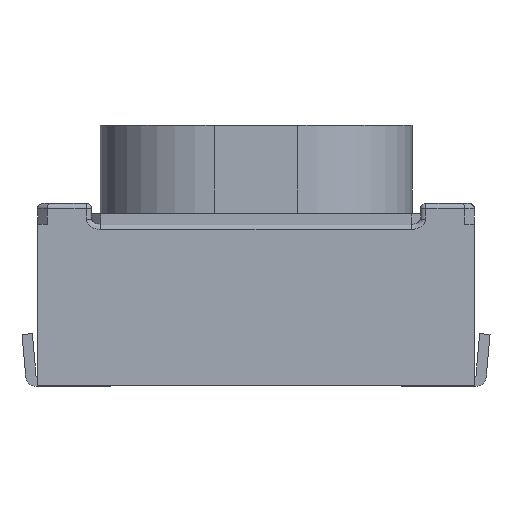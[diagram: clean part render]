
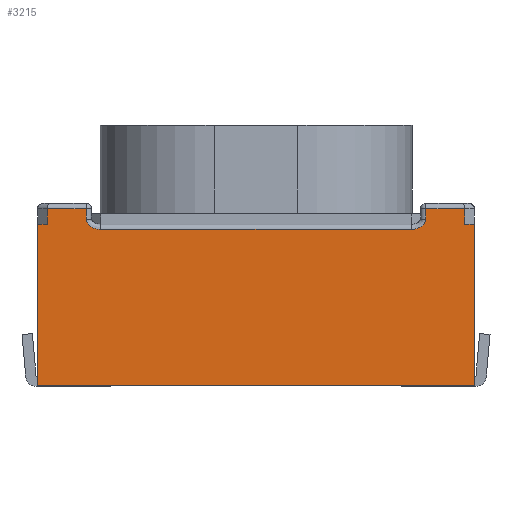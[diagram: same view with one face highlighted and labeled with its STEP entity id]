
A CAD part, front view. The second image highlights one B-rep face of the part: STEP entity #3215.
In plain terms, the highlighted planar face has unit normal (0, -1, 0).
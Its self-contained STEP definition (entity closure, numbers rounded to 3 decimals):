
#38 = CARTESIAN_POINT ( 'NONE',  ( -2.1, -1.6, 1.55 ) ) ;
#69 = VECTOR ( 'NONE', #14628, 1000. ) ;
#229 = EDGE_CURVE ( 'NONE', #15363, #21232, #6738, .T. ) ;
#265 = VECTOR ( 'NONE', #21593, 1000. ) ;
#390 = CARTESIAN_POINT ( 'NONE',  ( -1.632, -1.6, 1.7 ) ) ;
#404 = CARTESIAN_POINT ( 'NONE',  ( -1.632, -1.6, 1.75 ) ) ;
#493 = VERTEX_POINT ( 'NONE', #5675 ) ;
#699 = DIRECTION ( 'NONE',  ( 0., 1., 0. ) ) ;
#980 = EDGE_CURVE ( 'NONE', #15346, #17395, #5177, .T. ) ;
#1410 = CARTESIAN_POINT ( 'NONE',  ( 1.491, -1.6, 1.5 ) ) ;
#1553 = CARTESIAN_POINT ( 'NONE',  ( -1.632, -1.6, 1.541 ) ) ;
#1766 = EDGE_CURVE ( 'NONE', #8693, #17395, #14206, .T. ) ;
#2300 = CARTESIAN_POINT ( 'NONE',  ( 1.632, -1.6, 1.6 ) ) ;
#2345 = EDGE_CURVE ( 'NONE', #21232, #8491, #20093, .T. ) ;
#2353 = DIRECTION ( 'NONE',  ( -1., 0., 0. ) ) ;
#2587 =( BOUNDED_CURVE ( )  B_SPLINE_CURVE ( 3, ( #9899, #1553, #11449, #14967 ),
 .UNSPECIFIED., .F., .F. ) 
 B_SPLINE_CURVE_WITH_KNOTS ( ( 4, 4 ),
 ( 0., 1.571 ),
 .UNSPECIFIED. ) 
 CURVE ( )  GEOMETRIC_REPRESENTATION_ITEM ( )  RATIONAL_B_SPLINE_CURVE ( ( 1., 0.805, 0.805, 1. ) ) 
 REPRESENTATION_ITEM ( '' )  );
#2711 = CARTESIAN_POINT ( 'NONE',  ( -1.491, -1.6, 1.5 ) ) ;
#2865 = LINE ( 'NONE', #16294, #18833 ) ;
#2878 = VERTEX_POINT ( 'NONE', #390 ) ;
#3011 = VERTEX_POINT ( 'NONE', #21639 ) ;
#3087 = DIRECTION ( 'NONE',  ( -1., 0., 0. ) ) ;
#3215 = ADVANCED_FACE ( 'NONE', ( #19378 ), #15759, .F. ) ;
#3606 = EDGE_CURVE ( 'NONE', #15508, #3011, #13650, .T. ) ;
#3643 = CARTESIAN_POINT ( 'NONE',  ( -2.1, -1.6, 1.55 ) ) ;
#3680 = DIRECTION ( 'NONE',  ( -1., 0., 0. ) ) ;
#3714 = CARTESIAN_POINT ( 'NONE',  ( 1.491, -1.6, 1.5 ) ) ;
#4282 = CARTESIAN_POINT ( 'NONE',  ( -2.006, -1.6, 1.75 ) ) ;
#4817 = EDGE_CURVE ( 'NONE', #19210, #18665, #17393, .T. ) ;
#5077 = CARTESIAN_POINT ( 'NONE',  ( 2.006, -1.6, 1.7 ) ) ;
#5177 = LINE ( 'NONE', #38, #21026 ) ;
#5444 = CARTESIAN_POINT ( 'NONE',  ( 1.573, -1.6, 1.5 ) ) ;
#5607 = EDGE_CURVE ( 'NONE', #7363, #2878, #15477, .T. ) ;
#5675 = CARTESIAN_POINT ( 'NONE',  ( 1.632, -1.6, 1.6 ) ) ;
#5959 = ORIENTED_EDGE ( 'NONE', *, *, #4817, .T. ) ;
#6259 = CARTESIAN_POINT ( 'NONE',  ( 1.511, -1.6, 1.7 ) ) ;
#6285 = EDGE_CURVE ( 'NONE', #15363, #18322, #19345, .T. ) ;
#6291 = ORIENTED_EDGE ( 'NONE', *, *, #6285, .T. ) ;
#6738 = LINE ( 'NONE', #19212, #21045 ) ;
#7082 = EDGE_CURVE ( 'NONE', #7363, #18665, #2587, .T. ) ;
#7189 = CARTESIAN_POINT ( 'NONE',  ( -2.1, -1.6, 0. ) ) ;
#7202 = LINE ( 'NONE', #17285, #14745 ) ;
#7363 = VERTEX_POINT ( 'NONE', #10396 ) ;
#7730 = CARTESIAN_POINT ( 'NONE',  ( 2.006, -1.6, 1.55 ) ) ;
#7817 = LINE ( 'NONE', #14528, #19987 ) ;
#7934 = DIRECTION ( 'NONE',  ( 0., 0., -1. ) ) ;
#8284 = CARTESIAN_POINT ( 'NONE',  ( -2.1, -1.6, 0. ) ) ;
#8299 = DIRECTION ( 'NONE',  ( 1., 0., 0. ) ) ;
#8315 = CARTESIAN_POINT ( 'NONE',  ( -2.1, -1.6, 1.55 ) ) ;
#8414 = ORIENTED_EDGE ( 'NONE', *, *, #12464, .T. ) ;
#8491 = VERTEX_POINT ( 'NONE', #11879 ) ;
#8667 = LINE ( 'NONE', #13514, #9975 ) ;
#8693 = VERTEX_POINT ( 'NONE', #9756 ) ;
#8751 = DIRECTION ( 'NONE',  ( 1., 0., 0. ) ) ;
#8791 = EDGE_CURVE ( 'NONE', #15346, #15508, #8667, .T. ) ;
#8859 = ORIENTED_EDGE ( 'NONE', *, *, #18127, .F. ) ;
#9470 = VECTOR ( 'NONE', #3680, 1000. ) ;
#9756 = CARTESIAN_POINT ( 'NONE',  ( -2.006, -1.6, 1.7 ) ) ;
#9899 = CARTESIAN_POINT ( 'NONE',  ( -1.632, -1.6, 1.6 ) ) ;
#9975 = VECTOR ( 'NONE', #13823, 1000. ) ;
#10396 = CARTESIAN_POINT ( 'NONE',  ( -1.632, -1.6, 1.6 ) ) ;
#10734 = ORIENTED_EDGE ( 'NONE', *, *, #8791, .T. ) ;
#11206 = DIRECTION ( 'NONE',  ( 0., 0., -1. ) ) ;
#11302 = EDGE_LOOP ( 'NONE', ( #16588, #13489, #13945, #13725, #10734, #14952, #8859, #19664, #12937, #6291, #8414, #20077, #5959, #20818 ) ) ;
#11449 = CARTESIAN_POINT ( 'NONE',  ( -1.573, -1.6, 1.5 ) ) ;
#11531 = EDGE_CURVE ( 'NONE', #19210, #493, #12878, .T. ) ;
#11879 = CARTESIAN_POINT ( 'NONE',  ( 2.1, -1.6, 1.55 ) ) ;
#12315 = VECTOR ( 'NONE', #15277, 1000. ) ;
#12441 = VECTOR ( 'NONE', #8299, 1000. ) ;
#12464 = EDGE_CURVE ( 'NONE', #18322, #493, #7817, .T. ) ;
#12588 = CARTESIAN_POINT ( 'NONE',  ( -2.1, -1.6, 1.55 ) ) ;
#12878 =( BOUNDED_CURVE ( )  B_SPLINE_CURVE ( 3, ( #3714, #5444, #13761, #2300 ),
 .UNSPECIFIED., .F., .T. ) 
 B_SPLINE_CURVE_WITH_KNOTS ( ( 4, 4 ),
 ( 1.571, 3.142 ),
 .UNSPECIFIED. ) 
 CURVE ( )  GEOMETRIC_REPRESENTATION_ITEM ( )  RATIONAL_B_SPLINE_CURVE ( ( 1., 0.805, 0.805, 1. ) ) 
 REPRESENTATION_ITEM ( '' )  );
#12937 = ORIENTED_EDGE ( 'NONE', *, *, #229, .F. ) ;
#12968 = CARTESIAN_POINT ( 'NONE',  ( 1.632, -1.6, 1.7 ) ) ;
#13489 = ORIENTED_EDGE ( 'NONE', *, *, #13630, .T. ) ;
#13514 = CARTESIAN_POINT ( 'NONE',  ( -2.1, -1.6, 1.55 ) ) ;
#13630 = EDGE_CURVE ( 'NONE', #2878, #8693, #7202, .T. ) ;
#13650 = LINE ( 'NONE', #8284, #265 ) ;
#13725 = ORIENTED_EDGE ( 'NONE', *, *, #980, .F. ) ;
#13761 = CARTESIAN_POINT ( 'NONE',  ( 1.632, -1.6, 1.541 ) ) ;
#13823 = DIRECTION ( 'NONE',  ( 0., 0., -1. ) ) ;
#13829 = AXIS2_PLACEMENT_3D ( 'NONE', #12588, #699, #14133 ) ;
#13945 = ORIENTED_EDGE ( 'NONE', *, *, #1766, .T. ) ;
#14133 = DIRECTION ( 'NONE',  ( 0., 0., 1. ) ) ;
#14142 = CARTESIAN_POINT ( 'NONE',  ( -1.511, -1.6, 1.5 ) ) ;
#14206 = LINE ( 'NONE', #4282, #69 ) ;
#14528 = CARTESIAN_POINT ( 'NONE',  ( 1.632, -1.6, 1.55 ) ) ;
#14628 = DIRECTION ( 'NONE',  ( 0., 0., -1. ) ) ;
#14745 = VECTOR ( 'NONE', #2353, 1000. ) ;
#14952 = ORIENTED_EDGE ( 'NONE', *, *, #3606, .T. ) ;
#14967 = CARTESIAN_POINT ( 'NONE',  ( -1.491, -1.6, 1.5 ) ) ;
#15277 = DIRECTION ( 'NONE',  ( 0., 0., 1. ) ) ;
#15346 = VERTEX_POINT ( 'NONE', #8315 ) ;
#15363 = VERTEX_POINT ( 'NONE', #5077 ) ;
#15477 = LINE ( 'NONE', #404, #12315 ) ;
#15508 = VERTEX_POINT ( 'NONE', #7189 ) ;
#15759 = PLANE ( 'NONE',  #13829 ) ;
#16061 = DIRECTION ( 'NONE',  ( 0., 0., -1. ) ) ;
#16294 = CARTESIAN_POINT ( 'NONE',  ( 2.1, -1.6, 1.55 ) ) ;
#16588 = ORIENTED_EDGE ( 'NONE', *, *, #5607, .T. ) ;
#17285 = CARTESIAN_POINT ( 'NONE',  ( -2.006, -1.6, 1.7 ) ) ;
#17393 = LINE ( 'NONE', #14142, #9470 ) ;
#17395 = VERTEX_POINT ( 'NONE', #19188 ) ;
#18127 = EDGE_CURVE ( 'NONE', #8491, #3011, #2865, .T. ) ;
#18322 = VERTEX_POINT ( 'NONE', #12968 ) ;
#18665 = VERTEX_POINT ( 'NONE', #2711 ) ;
#18833 = VECTOR ( 'NONE', #7934, 1000. ) ;
#19188 = CARTESIAN_POINT ( 'NONE',  ( -2.006, -1.6, 1.55 ) ) ;
#19210 = VERTEX_POINT ( 'NONE', #1410 ) ;
#19212 = CARTESIAN_POINT ( 'NONE',  ( 2.006, -1.6, 1.75 ) ) ;
#19345 = LINE ( 'NONE', #6259, #20024 ) ;
#19378 = FACE_OUTER_BOUND ( 'NONE', #11302, .T. ) ;
#19664 = ORIENTED_EDGE ( 'NONE', *, *, #2345, .F. ) ;
#19987 = VECTOR ( 'NONE', #11206, 1000. ) ;
#20024 = VECTOR ( 'NONE', #3087, 1000. ) ;
#20077 = ORIENTED_EDGE ( 'NONE', *, *, #11531, .F. ) ;
#20093 = LINE ( 'NONE', #3643, #12441 ) ;
#20818 = ORIENTED_EDGE ( 'NONE', *, *, #7082, .F. ) ;
#21026 = VECTOR ( 'NONE', #8751, 1000. ) ;
#21045 = VECTOR ( 'NONE', #16061, 1000. ) ;
#21232 = VERTEX_POINT ( 'NONE', #7730 ) ;
#21593 = DIRECTION ( 'NONE',  ( 1., 0., 0. ) ) ;
#21639 = CARTESIAN_POINT ( 'NONE',  ( 2.1, -1.6, 0. ) ) ;
